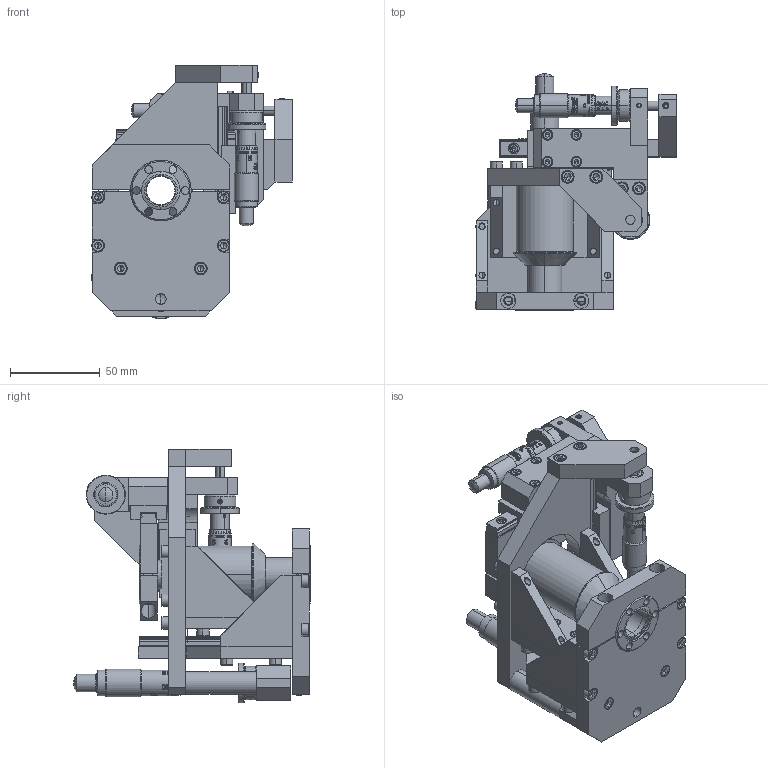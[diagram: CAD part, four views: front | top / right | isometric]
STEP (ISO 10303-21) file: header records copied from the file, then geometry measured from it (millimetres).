
FILE_DESCRIPTION (( 'STEP AP214' ), '1' );
FILE_NAME ('SLO, XYZ-B133C-T133T-.75-.50-.50-1.STEP', '2018-10-30T18:52:43', ( '' ), ( '' ), 'SwSTEP 2.0', 'SolidWorks 2010', '' );
FILE_SCHEMA (( 'AUTOMOTIVE_DESIGN' ));
Length unit declared in the file: inch
Products named in the file (1): SLO, XYZ-B133C-T133T-.75-.50-.50-1
Bounding box: 111.38 x 131.69 x 141.29 mm (x, y, z)
Surface area: 136991.5 mm2 (no closed solid volume)
Topology: 0 solids, 240 shells, 1596 faces, 7714 edges, 6063 vertices
Faces by surface type: plane 679, cylinder 509, cone 285, bspline 111, sphere 12
Entity records: 130080 total; most frequent: CARTESIAN_POINT 56584, ORIENTED_EDGE 10308, DIRECTION 8242, EDGE_CURVE 7630, VERTEX_POINT 6063, B_SPLINE_CURVE_WITH_KNOTS 3835, AXIS2_PLACEMENT_3D 2981, VECTOR 2280
